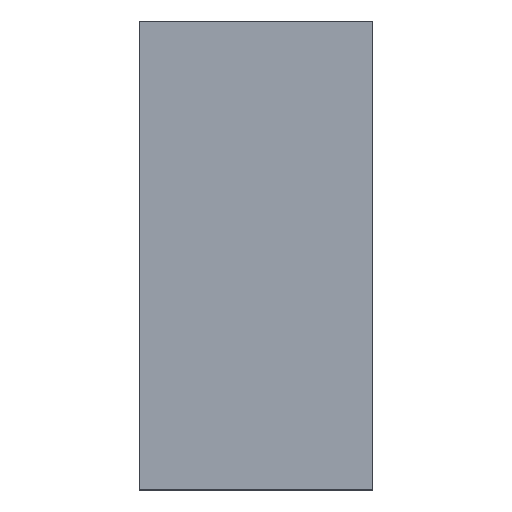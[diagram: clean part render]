
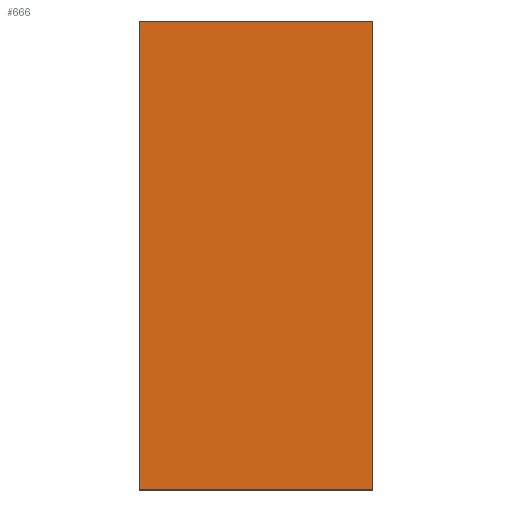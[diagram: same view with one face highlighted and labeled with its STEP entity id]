
A CAD part, top view. The second image highlights one B-rep face of the part: STEP entity #666.
In plain terms, the highlighted planar face has unit normal (0, 0, 1).
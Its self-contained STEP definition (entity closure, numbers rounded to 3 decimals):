
#55 = PLANE('',#56);
#56 = AXIS2_PLACEMENT_3D('',#57,#58,#59);
#57 = CARTESIAN_POINT('',(0.,-10.,
    0.));
#58 = DIRECTION('',(0.,-1.,0.));
#59 = DIRECTION('',(0.,0.,1.));
#84 = PLANE('',#85);
#85 = AXIS2_PLACEMENT_3D('',#86,#87,#88);
#86 = CARTESIAN_POINT('',(10.,-10.,0.));
#87 = DIRECTION('',(-1.,0.,0.));
#88 = DIRECTION('',(0.,0.,-1.));
#116 = PLANE('',#117);
#117 = AXIS2_PLACEMENT_3D('',#118,#119,#120);
#118 = CARTESIAN_POINT('',(0.,10.,15.));
#119 = DIRECTION('',(0.,1.,0.));
#120 = DIRECTION('',(0.,0.,-1.));
#187 = VERTEX_POINT('',#188);
#188 = CARTESIAN_POINT('',(10.,-10.,15.));
#209 = EDGE_CURVE('',#210,#187,#212,.T.);
#210 = VERTEX_POINT('',#211);
#211 = CARTESIAN_POINT('',(0.,-10.,
    15.));
#212 = SURFACE_CURVE('',#213,(#217,#224),.PCURVE_S1.);
#213 = LINE('',#214,#215);
#214 = CARTESIAN_POINT('',(0.,-10.,
    15.));
#215 = VECTOR('',#216,1.);
#216 = DIRECTION('',(1.,0.,0.));
#217 = PCURVE('',#55,#218);
#218 = DEFINITIONAL_REPRESENTATION('',(#219),#223);
#219 = LINE('',#220,#221);
#220 = CARTESIAN_POINT('',(15.,0.));
#221 = VECTOR('',#222,1.);
#222 = DIRECTION('',(0.,-1.));
#223 = ( GEOMETRIC_REPRESENTATION_CONTEXT(2) 
PARAMETRIC_REPRESENTATION_CONTEXT() REPRESENTATION_CONTEXT('2D SPACE',''
  ) );
#224 = PCURVE('',#225,#230);
#225 = PLANE('',#226);
#226 = AXIS2_PLACEMENT_3D('',#227,#228,#229);
#227 = CARTESIAN_POINT('',(0.,-10.,
    15.));
#228 = DIRECTION('',(0.,0.,1.));
#229 = DIRECTION('',(0.,1.,0.));
#230 = DEFINITIONAL_REPRESENTATION('',(#231),#235);
#231 = LINE('',#232,#233);
#232 = CARTESIAN_POINT('',(0.,0.));
#233 = VECTOR('',#234,1.);
#234 = DIRECTION('',(0.,-1.));
#235 = ( GEOMETRIC_REPRESENTATION_CONTEXT(2) 
PARAMETRIC_REPRESENTATION_CONTEXT() REPRESENTATION_CONTEXT('2D SPACE',''
  ) );
#253 = PLANE('',#254);
#254 = AXIS2_PLACEMENT_3D('',#255,#256,#257);
#255 = CARTESIAN_POINT('',(0.,-10.,
    0.));
#256 = DIRECTION('',(-1.,0.,0.));
#257 = DIRECTION('',(0.,0.,-1.));
#325 = VERTEX_POINT('',#326);
#326 = CARTESIAN_POINT('',(0.,10.,15.));
#349 = EDGE_CURVE('',#325,#350,#352,.T.);
#350 = VERTEX_POINT('',#351);
#351 = CARTESIAN_POINT('',(10.,10.,15.));
#352 = SURFACE_CURVE('',#353,(#357,#364),.PCURVE_S1.);
#353 = LINE('',#354,#355);
#354 = CARTESIAN_POINT('',(0.,10.,15.));
#355 = VECTOR('',#356,1.);
#356 = DIRECTION('',(1.,0.,0.));
#357 = PCURVE('',#116,#358);
#358 = DEFINITIONAL_REPRESENTATION('',(#359),#363);
#359 = LINE('',#360,#361);
#360 = CARTESIAN_POINT('',(0.,0.));
#361 = VECTOR('',#362,1.);
#362 = DIRECTION('',(0.,-1.));
#363 = ( GEOMETRIC_REPRESENTATION_CONTEXT(2) 
PARAMETRIC_REPRESENTATION_CONTEXT() REPRESENTATION_CONTEXT('2D SPACE',''
  ) );
#364 = PCURVE('',#225,#365);
#365 = DEFINITIONAL_REPRESENTATION('',(#366),#370);
#366 = LINE('',#367,#368);
#367 = CARTESIAN_POINT('',(20.,0.));
#368 = VECTOR('',#369,1.);
#369 = DIRECTION('',(0.,-1.));
#370 = ( GEOMETRIC_REPRESENTATION_CONTEXT(2) 
PARAMETRIC_REPRESENTATION_CONTEXT() REPRESENTATION_CONTEXT('2D SPACE',''
  ) );
#536 = EDGE_CURVE('',#187,#350,#537,.T.);
#537 = SURFACE_CURVE('',#538,(#542,#549),.PCURVE_S1.);
#538 = LINE('',#539,#540);
#539 = CARTESIAN_POINT('',(10.,-10.,15.));
#540 = VECTOR('',#541,1.);
#541 = DIRECTION('',(0.,1.,0.));
#542 = PCURVE('',#84,#543);
#543 = DEFINITIONAL_REPRESENTATION('',(#544),#548);
#544 = LINE('',#545,#546);
#545 = CARTESIAN_POINT('',(-15.,0.));
#546 = VECTOR('',#547,1.);
#547 = DIRECTION('',(0.,-1.));
#548 = ( GEOMETRIC_REPRESENTATION_CONTEXT(2) 
PARAMETRIC_REPRESENTATION_CONTEXT() REPRESENTATION_CONTEXT('2D SPACE',''
  ) );
#549 = PCURVE('',#225,#550);
#550 = DEFINITIONAL_REPRESENTATION('',(#551),#555);
#551 = LINE('',#552,#553);
#552 = CARTESIAN_POINT('',(0.,-10.));
#553 = VECTOR('',#554,1.);
#554 = DIRECTION('',(1.,0.));
#555 = ( GEOMETRIC_REPRESENTATION_CONTEXT(2) 
PARAMETRIC_REPRESENTATION_CONTEXT() REPRESENTATION_CONTEXT('2D SPACE',''
  ) );
#645 = EDGE_CURVE('',#210,#325,#646,.T.);
#646 = SURFACE_CURVE('',#647,(#651,#658),.PCURVE_S1.);
#647 = LINE('',#648,#649);
#648 = CARTESIAN_POINT('',(0.,-10.,
    15.));
#649 = VECTOR('',#650,1.);
#650 = DIRECTION('',(0.,1.,0.));
#651 = PCURVE('',#253,#652);
#652 = DEFINITIONAL_REPRESENTATION('',(#653),#657);
#653 = LINE('',#654,#655);
#654 = CARTESIAN_POINT('',(-15.,0.));
#655 = VECTOR('',#656,1.);
#656 = DIRECTION('',(0.,-1.));
#657 = ( GEOMETRIC_REPRESENTATION_CONTEXT(2) 
PARAMETRIC_REPRESENTATION_CONTEXT() REPRESENTATION_CONTEXT('2D SPACE',''
  ) );
#658 = PCURVE('',#225,#659);
#659 = DEFINITIONAL_REPRESENTATION('',(#660),#664);
#660 = LINE('',#661,#662);
#661 = CARTESIAN_POINT('',(0.,0.));
#662 = VECTOR('',#663,1.);
#663 = DIRECTION('',(1.,0.));
#664 = ( GEOMETRIC_REPRESENTATION_CONTEXT(2) 
PARAMETRIC_REPRESENTATION_CONTEXT() REPRESENTATION_CONTEXT('2D SPACE',''
  ) );
#666 = ADVANCED_FACE('',(#667),#225,.T.);
#667 = FACE_BOUND('',#668,.T.);
#668 = EDGE_LOOP('',(#669,#670,#671,#672));
#669 = ORIENTED_EDGE('',*,*,#209,.T.);
#670 = ORIENTED_EDGE('',*,*,#536,.T.);
#671 = ORIENTED_EDGE('',*,*,#349,.F.);
#672 = ORIENTED_EDGE('',*,*,#645,.F.);
